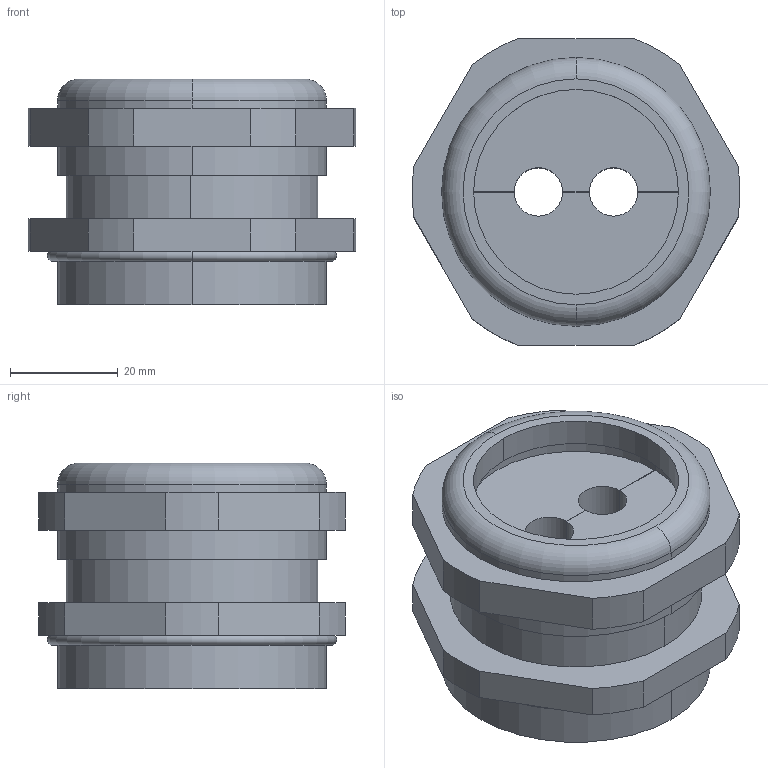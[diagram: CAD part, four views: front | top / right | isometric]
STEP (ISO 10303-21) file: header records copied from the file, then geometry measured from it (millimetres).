
FILE_DESCRIPTION(('Creo Elements/Direct Modeling STEP Export'),'2;1');
FILE_NAME('model.stp','2020-02-03T 9:42:02',(''),(''),'Creo Elements/Direct Modeling STEP processor for AP214 (Solid Model)','Creo Elements/Direct Modeling 20.1A 29-Sep-2018 (C) Parametric Technology GmbH','');
FILE_SCHEMA(('AUTOMOTIVE_DESIGN { 1 0 10303 214 1 1 1 1 }'));
Length unit declared in the file: millimetre
Products named in the file (2): KV_M_M50_GD_(2X9)-select
Assembly tree (1 placements, depth 2):
  KV_M_M50_GD_(2X9)-select
    KV_M_M50_GD_(2X9)-select
Bounding box: 60.91 x 57 x 42 mm (x, y, z)
Volume: 73042.7 mm3; surface area: 19127.2 mm2
Topology: 1 solids, 1 shells, 68 faces, 176 edges, 116 vertices
Faces by surface type: plane 32, cylinder 30, torus 6
Entity records: 2521 total; most frequent: ORIENTED_EDGE 352, DIRECTION 330, CARTESIAN_POINT 324, EDGE_CURVE 176, AXIS2_PLACEMENT_3D 122, VERTEX_POINT 116, VECTOR 86, LINE 86
